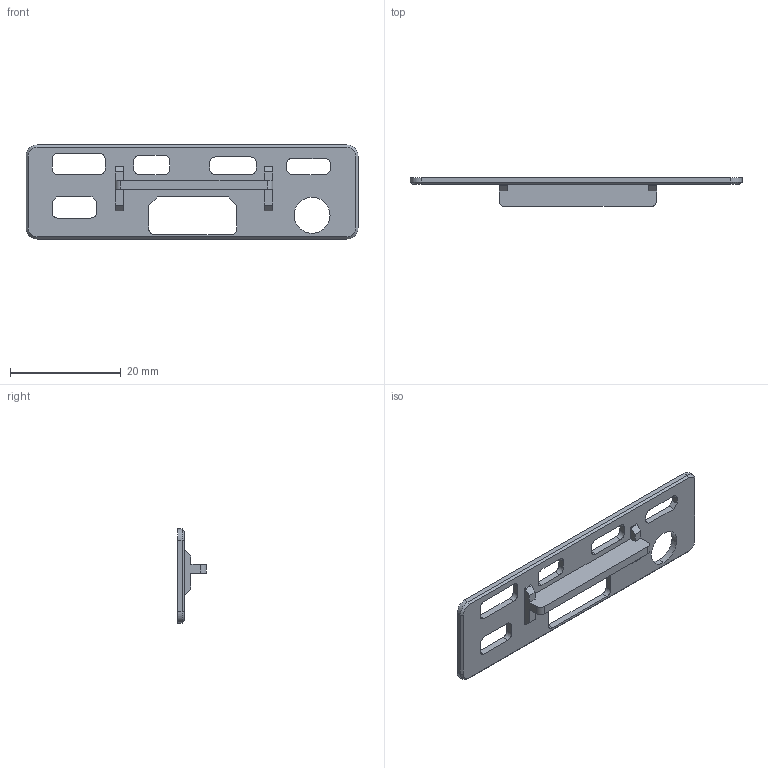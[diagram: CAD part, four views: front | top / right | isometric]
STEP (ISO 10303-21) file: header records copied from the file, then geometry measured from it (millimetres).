
FILE_DESCRIPTION (( 'STEP AP214' ), '1' );
FILE_NAME ('port-panel-3b-2p.STEP', '2024-06-06T04:26:53', ( '' ), ( '' ), 'SwSTEP 2.0', 'SolidWorks 2024', '' );
FILE_SCHEMA (( 'AUTOMOTIVE_DESIGN' ));
Length unit declared in the file: millimetre
Products named in the file (1): port-panel-3b-2p
Bounding box: 60 x 5.2 x 17 mm (x, y, z)
Volume: 1081.3 mm3; surface area: 2096.7 mm2
Topology: 1 solids, 1 shells, 91 faces, 256 edges, 168 vertices
Faces by surface type: plane 61, cylinder 26, cone 4
Entity records: 2973 total; most frequent: CARTESIAN_POINT 516, ORIENTED_EDGE 512, DIRECTION 496, EDGE_CURVE 256, VECTOR 200, LINE 200, VERTEX_POINT 168, AXIS2_PLACEMENT_3D 148
